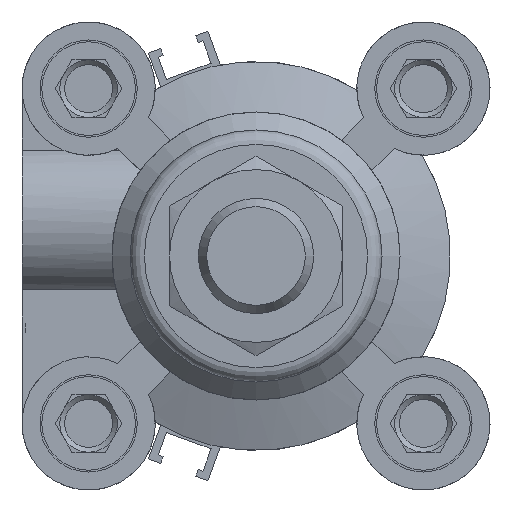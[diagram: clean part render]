
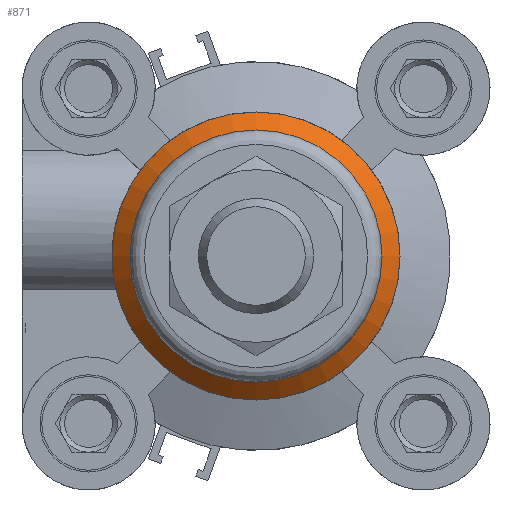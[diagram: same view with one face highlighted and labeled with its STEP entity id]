
A CAD part, left-side view. The second image highlights one B-rep face of the part: STEP entity #871.
In plain terms, the highlighted conical face has half-angle 45 degrees and reference radius 20 mm.
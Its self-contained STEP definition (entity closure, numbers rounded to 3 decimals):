
#871 = ADVANCED_FACE( '', ( #1880, #1881 ), #1882, .T. );
#1880 = FACE_BOUND( '', #3070, .T. );
#1881 = FACE_OUTER_BOUND( '', #3071, .T. );
#1882 = CONICAL_SURFACE( '', #3072, 20., 0.785 );
#3070 = EDGE_LOOP( '', ( #5181 ) );
#3071 = EDGE_LOOP( '', ( #5182 ) );
#3072 = AXIS2_PLACEMENT_3D( '', #5183, #5184, #5185 );
#5181 = ORIENTED_EDGE( '', *, *, #7412, .F. );
#5182 = ORIENTED_EDGE( '', *, *, #7244, .T. );
#5183 = CARTESIAN_POINT( '', ( 41.5, 0., 0. ) );
#5184 = DIRECTION( '', ( -1., 0., 0. ) );
#5185 = DIRECTION( '', ( 0., 0., 1. ) );
#7244 = EDGE_CURVE( '', #8790, #8790, #8791, .T. );
#7412 = EDGE_CURVE( '', #9025, #9025, #9026, .T. );
#8790 = VERTEX_POINT( '', #11035 );
#8791 = CIRCLE( '', #11036, 20. );
#9025 = VERTEX_POINT( '', #11377 );
#9026 = CIRCLE( '', #11378, 17.5 );
#11035 = CARTESIAN_POINT( '', ( 41.5, 0., -20. ) );
#11036 = AXIS2_PLACEMENT_3D( '', #12675, #12676, #12677 );
#11377 = CARTESIAN_POINT( '', ( 44., 0., -17.5 ) );
#11378 = AXIS2_PLACEMENT_3D( '', #12858, #12859, #12860 );
#12675 = CARTESIAN_POINT( '', ( 41.5, 0., 0. ) );
#12676 = DIRECTION( '', ( 1., 0., 0. ) );
#12677 = DIRECTION( '', ( 0., 0., -1. ) );
#12858 = CARTESIAN_POINT( '', ( 44., 0., 0. ) );
#12859 = DIRECTION( '', ( 1., 0., 0. ) );
#12860 = DIRECTION( '', ( 0., 0., -1. ) );
